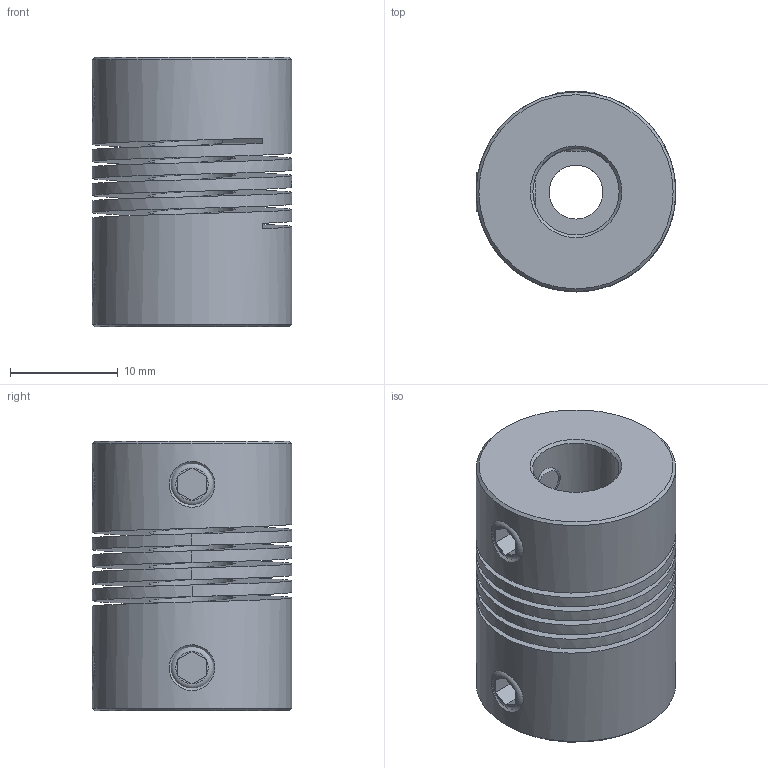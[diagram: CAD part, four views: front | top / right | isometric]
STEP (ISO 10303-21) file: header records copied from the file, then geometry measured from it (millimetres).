
FILE_DESCRIPTION(/* description */ ('Unknown'),/* implementation_level */ '2;1');
FILE_NAME(/* name */ 'AcopleFlexible',/* time_stamp */ '2020-09-29T21:06:14-03:00',/* author */ ('Unknown'),/* organization */ ('Unknown'),/* preprocessor_version */ 'ST-DEVELOPER v16.7',/* originating_system */ 'DEX',/* authorisation */ $);
FILE_SCHEMA (('AUTOMOTIVE_DESIGN {1 0 10303 214 3 1 1}'));
Length unit declared in the file: millimetre
Products named in the file (5): AcopleFlexible; Cuerpo; Traba_oa_0; Traba_oa_1; Traba
Assembly tree (5 placements, depth 2):
  AcopleFlexible
    Cuerpo
    Traba_oa_0
    Traba_oa_1
    Traba  x2
Bounding box: 18.5 x 18.5 x 25 mm (x, y, z)
Volume: 5121.3 mm3; surface area: 5106.3 mm2
Topology: 5 solids, 5 shells, 98 faces, 240 edges, 148 vertices
Faces by surface type: plane 61, cylinder 19, cone 8, bspline 6, torus 4
Full cylindrical faces by diameter (mm): 3.242 x4, 4 x4, 5 x1, 8 x5, 18.5 x5
Entity records: 4741 total; most frequent: CARTESIAN_POINT 2665, DIRECTION 282, ORIENTED_EDGE 278, EDGE_CURVE 139, EDGE_LOOP 110, FACE_BOUND 110, AXIS2_PLACEMENT_3D 110, VERTEX_POINT 99
